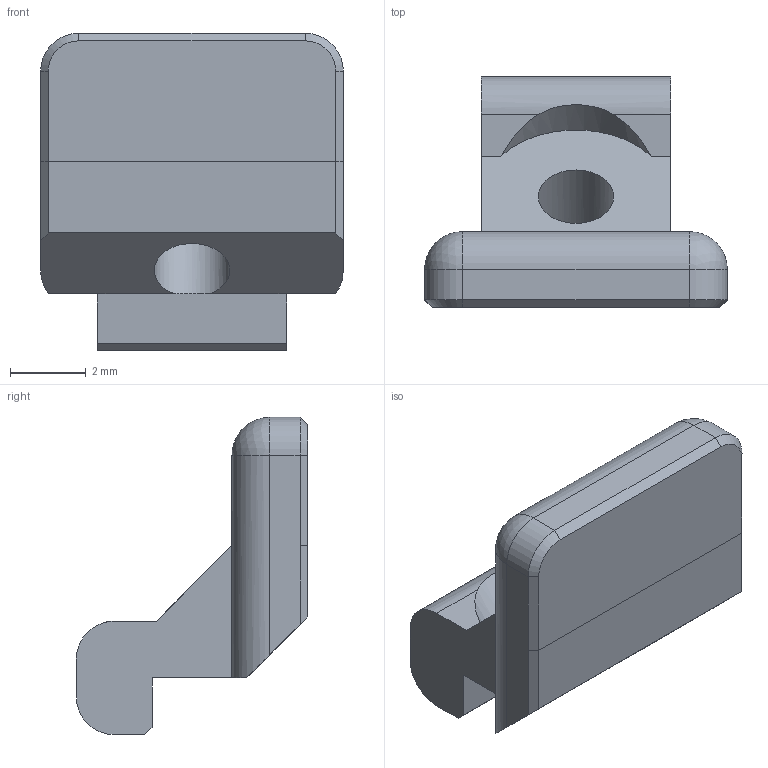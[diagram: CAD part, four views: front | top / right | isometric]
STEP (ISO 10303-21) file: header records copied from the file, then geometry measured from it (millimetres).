
FILE_DESCRIPTION(/* description */ (''),/* implementation_level */ '2;1');
FILE_NAME(/* name */ '控制板固定件.step',/* time_stamp */ '2022-03-15T10:52:35+08:00',/* author */ (''),/* organization */ (''),/* preprocessor_version */ 'ST-DEVELOPER v18.1',/* originating_system */ 'Autodesk Translation Framework v10.13.0.1454',/* authorisation */ '');
FILE_SCHEMA (('AUTOMOTIVE_DESIGN { 1 0 10303 214 3 1 1 }'));
Length unit declared in the file: millimetre
Products named in the file (1): 控制板固定件
Bounding box: 8 x 6.11 x 8.39 mm (x, y, z)
Volume: 136.5 mm3; surface area: 227.3 mm2
Topology: 1 solids, 1 shells, 36 faces, 93 edges, 58 vertices
Faces by surface type: plane 22, cylinder 10, cone 2, sphere 2
Full cylindrical faces by diameter (mm): 2 x1
Entity records: 1133 total; most frequent: CARTESIAN_POINT 198, DIRECTION 193, ORIENTED_EDGE 186, EDGE_CURVE 93, LINE 65, VECTOR 65, AXIS2_PLACEMENT_3D 64, VERTEX_POINT 58
